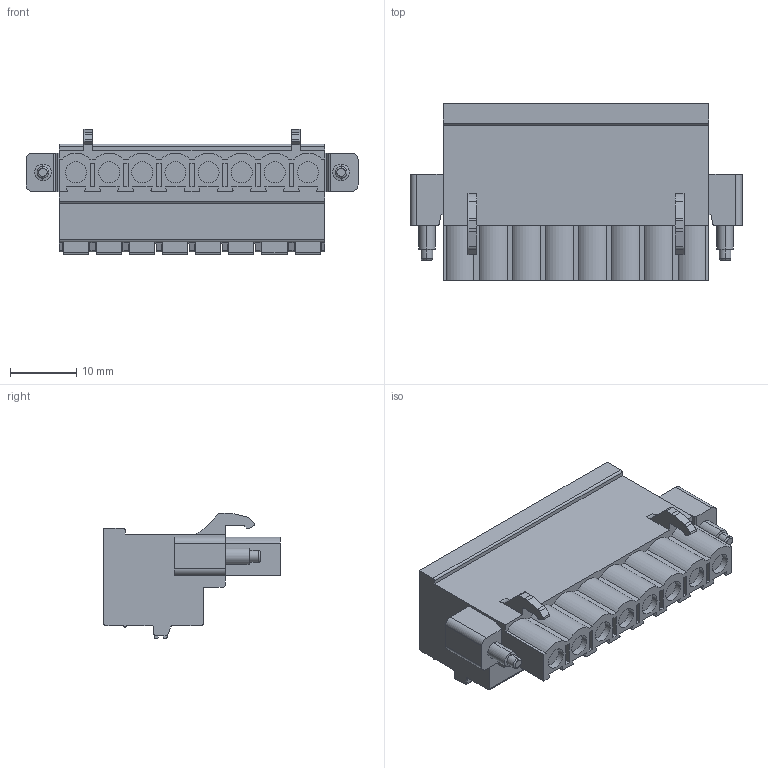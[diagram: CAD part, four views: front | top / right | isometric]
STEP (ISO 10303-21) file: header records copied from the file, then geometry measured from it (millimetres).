
FILE_DESCRIPTION((''),'2;1');
FILE_NAME('3333','2024-09-23T10:31:19',('tluser'),(''),'CREO PARAMETRIC BY PTC INC, 2018100','CREO PARAMETRIC BY PTC INC, 2018100','');
FILE_SCHEMA(('CONFIG_CONTROL_DESIGN'));
Length unit declared in the file: millimetre
Products named in the file (1): 3333
Bounding box: 50.1 x 26.6 x 19 mm (x, y, z)
Volume: 11227.7 mm3; surface area: 5512.6 mm2
Topology: 1 solids, 1 shells, 529 faces, 1371 edges, 910 vertices
Faces by surface type: plane 344, cylinder 177, cone 4, torus 4
Entity records: 16213 total; most frequent: CARTESIAN_POINT 2838, DIRECTION 2791, ORIENTED_EDGE 2742, EDGE_CURVE 1371, VECTOR 1001, LINE 1001, VERTEX_POINT 910, AXIS2_PLACEMENT_3D 895
